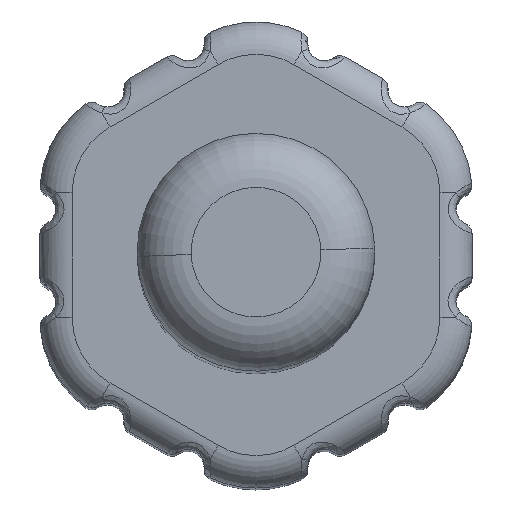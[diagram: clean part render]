
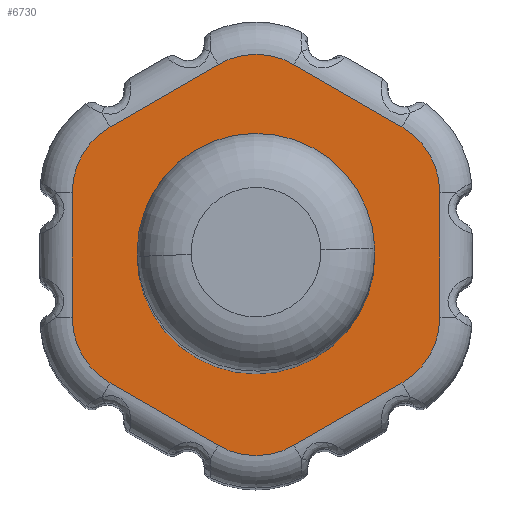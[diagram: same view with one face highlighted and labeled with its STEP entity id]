
A CAD part, top view. The second image highlights one B-rep face of the part: STEP entity #6730.
In plain terms, the highlighted planar face has unit normal (0, 0, 1).
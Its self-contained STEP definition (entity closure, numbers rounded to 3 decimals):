
#905=DIRECTION('',(-0.866,-0.5,0.));
#906=VECTOR('',#905,1.155);
#907=CARTESIAN_POINT('',(-16.758,27.138,75.23));
#908=LINE('',#907,#906);
#909=CARTESIAN_POINT('',(-16.407,26.532,75.23));
#910=DIRECTION('',(0.,0.,1.));
#911=DIRECTION('',(0.5,0.866,0.));
#912=AXIS2_PLACEMENT_3D('',#909,#910,#911);
#914=DIRECTION('',(-0.866,0.5,0.));
#915=VECTOR('',#914,1.155);
#916=CARTESIAN_POINT('',(-15.057,26.56,75.23));
#917=LINE('',#916,#915);
#918=CARTESIAN_POINT('',(-15.407,25.954,75.23));
#919=DIRECTION('',(0.,0.,1.));
#920=DIRECTION('',(1.,0.,0.));
#921=AXIS2_PLACEMENT_3D('',#918,#919,#920);
#923=CARTESIAN_POINT('',(-15.407,24.798,75.23));
#924=DIRECTION('',(0.,0.,1.));
#925=DIRECTION('',(0.5,-0.866,0.));
#926=AXIS2_PLACEMENT_3D('',#923,#924,#925);
#928=DIRECTION('',(0.866,0.5,0.));
#929=VECTOR('',#928,1.155);
#930=CARTESIAN_POINT('',(-16.057,23.614,75.23));
#931=LINE('',#930,#929);
#932=CARTESIAN_POINT('',(-16.407,24.22,75.23));
#933=DIRECTION('',(0.,0.,1.));
#934=DIRECTION('',(-0.5,-0.866,0.));
#935=AXIS2_PLACEMENT_3D('',#932,#933,#934);
#937=DIRECTION('',(0.866,-0.5,0.));
#938=VECTOR('',#937,1.155);
#939=CARTESIAN_POINT('',(-17.758,24.192,75.23));
#940=LINE('',#939,#938);
#941=CARTESIAN_POINT('',(-17.407,24.798,75.23));
#942=DIRECTION('',(0.,0.,1.));
#943=DIRECTION('',(-1.,0.,0.));
#944=AXIS2_PLACEMENT_3D('',#941,#942,#943);
#946=CARTESIAN_POINT('',(-17.407,25.954,75.23));
#947=DIRECTION('',(0.,0.,1.));
#948=DIRECTION('',(-0.5,0.866,0.));
#949=AXIS2_PLACEMENT_3D('',#946,#947,#948);
#951=CARTESIAN_POINT('',(-16.407,25.376,75.23));
#952=DIRECTION('',(0.,0.,-1.));
#953=DIRECTION('',(1.,0.,0.));
#954=AXIS2_PLACEMENT_3D('',#951,#952,#953);
#956=CARTESIAN_POINT('',(-16.407,25.376,75.23));
#957=DIRECTION('',(0.,0.,-1.));
#958=DIRECTION('',(-1.,0.,0.));
#959=AXIS2_PLACEMENT_3D('',#956,#957,#958);
#1064=DIRECTION('',(0.,-1.,0.));
#1065=VECTOR('',#1064,1.156);
#1066=CARTESIAN_POINT('',(-14.707,25.954,75.23));
#1067=LINE('',#1066,#1065);
#1797=DIRECTION('',(0.,1.,0.));
#1798=VECTOR('',#1797,1.156);
#1799=CARTESIAN_POINT('',(-18.107,24.798,75.23));
#1800=LINE('',#1799,#1798);
#2238=CARTESIAN_POINT('',(-15.057,24.192,75.23));
#2239=CARTESIAN_POINT('',(-14.707,24.798,75.23));
#2240=VERTEX_POINT('',#2238);
#2241=VERTEX_POINT('',#2239);
#2244=CARTESIAN_POINT('',(-14.707,25.954,75.23));
#2246=VERTEX_POINT('',#2244);
#2251=CARTESIAN_POINT('',(-17.758,26.56,75.23));
#2253=VERTEX_POINT('',#2251);
#2255=CARTESIAN_POINT('',(-18.107,25.954,75.23));
#2256=VERTEX_POINT('',#2255);
#2257=CARTESIAN_POINT('',(-16.758,27.138,75.23));
#2258=VERTEX_POINT('',#2257);
#2259=CARTESIAN_POINT('',(-15.307,25.376,75.23));
#2260=CARTESIAN_POINT('',(-17.507,25.376,75.23));
#2261=VERTEX_POINT('',#2259);
#2262=VERTEX_POINT('',#2260);
#2422=CARTESIAN_POINT('',(-18.107,24.798,75.23));
#2423=CARTESIAN_POINT('',(-17.758,24.192,75.23));
#2424=VERTEX_POINT('',#2422);
#2425=VERTEX_POINT('',#2423);
#2429=CARTESIAN_POINT('',(-16.057,23.614,75.23));
#2431=VERTEX_POINT('',#2429);
#2434=CARTESIAN_POINT('',(-16.758,23.614,75.23));
#2435=VERTEX_POINT('',#2434);
#2464=CARTESIAN_POINT('',(-15.057,26.56,75.23));
#2465=VERTEX_POINT('',#2464);
#2470=CARTESIAN_POINT('',(-16.057,27.138,75.23));
#2471=VERTEX_POINT('',#2470);
#6696=CARTESIAN_POINT('',(-18.229,23.399,75.23));
#6697=DIRECTION('',(0.,0.,1.));
#6698=DIRECTION('',(1.,0.,0.));
#6699=AXIS2_PLACEMENT_3D('',#6696,#6697,#6698);
#6700=PLANE('',#6699);
#6701=ORIENTED_EDGE('',*,*,#4627,.F.);
#6702=ORIENTED_EDGE('',*,*,#4995,.F.);
#6704=ORIENTED_EDGE('',*,*,#6703,.F.);
#6705=ORIENTED_EDGE('',*,*,#6677,.F.);
#6707=ORIENTED_EDGE('',*,*,#6706,.T.);
#6709=ORIENTED_EDGE('',*,*,#6708,.F.);
#6711=ORIENTED_EDGE('',*,*,#6710,.F.);
#6713=ORIENTED_EDGE('',*,*,#6712,.F.);
#6715=ORIENTED_EDGE('',*,*,#6714,.F.);
#6717=ORIENTED_EDGE('',*,*,#6716,.F.);
#6719=ORIENTED_EDGE('',*,*,#6718,.T.);
#6721=ORIENTED_EDGE('',*,*,#6720,.F.);
#6722=EDGE_LOOP('',(#6701,#6702,#6704,#6705,#6707,#6709,#6711,#6713,#6715,#6717,
#6719,#6721));
#6723=FACE_OUTER_BOUND('',#6722,.F.);
#6725=ORIENTED_EDGE('',*,*,#6724,.F.);
#6727=ORIENTED_EDGE('',*,*,#6726,.F.);
#6728=EDGE_LOOP('',(#6725,#6727));
#6729=FACE_BOUND('',#6728,.F.);
#6730=ADVANCED_FACE('',(#6723,#6729),#6700,.T.);
#913=CIRCLE('',#912,0.7);
#922=CIRCLE('',#921,0.7);
#927=CIRCLE('',#926,0.7);
#936=CIRCLE('',#935,0.7);
#945=CIRCLE('',#944,0.7);
#950=CIRCLE('',#949,0.7);
#955=CIRCLE('',#954,1.1);
#960=CIRCLE('',#959,1.1);
#4627=EDGE_CURVE('',#2258,#2253,#908,.T.);
#4995=EDGE_CURVE('',#2471,#2258,#913,.T.);
#6677=EDGE_CURVE('',#2246,#2465,#922,.T.);
#6703=EDGE_CURVE('',#2465,#2471,#917,.T.);
#6706=EDGE_CURVE('',#2246,#2241,#1067,.T.);
#6708=EDGE_CURVE('',#2240,#2241,#927,.T.);
#6710=EDGE_CURVE('',#2431,#2240,#931,.T.);
#6712=EDGE_CURVE('',#2435,#2431,#936,.T.);
#6714=EDGE_CURVE('',#2425,#2435,#940,.T.);
#6716=EDGE_CURVE('',#2424,#2425,#945,.T.);
#6718=EDGE_CURVE('',#2424,#2256,#1800,.T.);
#6720=EDGE_CURVE('',#2253,#2256,#950,.T.);
#6724=EDGE_CURVE('',#2261,#2262,#955,.T.);
#6726=EDGE_CURVE('',#2262,#2261,#960,.T.);
